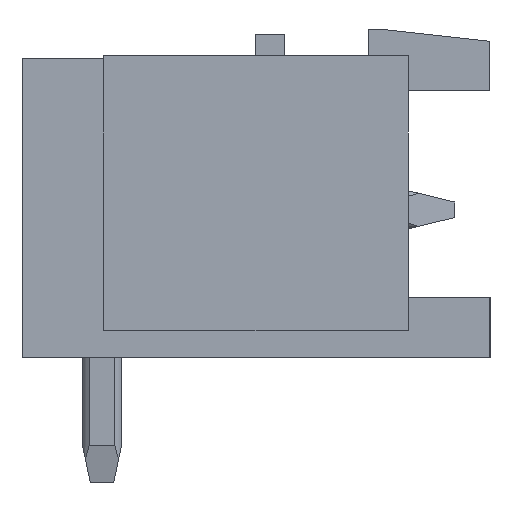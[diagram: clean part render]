
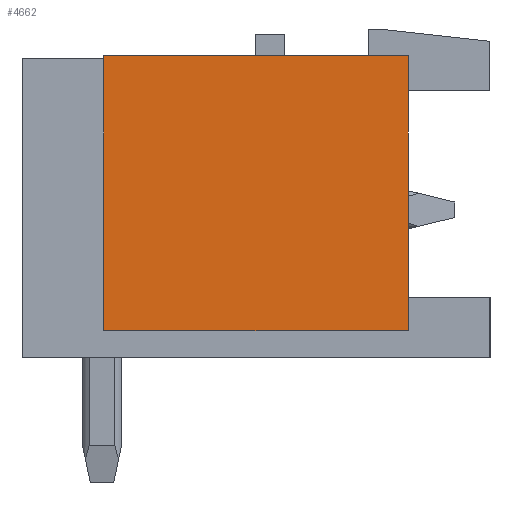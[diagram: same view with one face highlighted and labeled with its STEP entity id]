
A CAD part, left-side view. The second image highlights one B-rep face of the part: STEP entity #4662.
In plain terms, the highlighted planar face has unit normal (-1, 0, 0).
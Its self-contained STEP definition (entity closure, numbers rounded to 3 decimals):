
#4626=AXIS2_PLACEMENT_3D('Plane Axis2P3D',#4623,#4624,#4625) ;
#4623=CARTESIAN_POINT('Axis2P3D Location',(0.,2.1,0.)) ;
#4628=CARTESIAN_POINT('Line Origine',(0.,9.9,7.425)) ;
#4632=CARTESIAN_POINT('Vertex',(0.,9.9,3.9)) ;
#4634=CARTESIAN_POINT('Vertex',(0.,9.9,10.95)) ;
#4637=CARTESIAN_POINT('Line Origine',(0.,6.,3.9)) ;
#4641=CARTESIAN_POINT('Vertex',(0.,2.1,3.9)) ;
#4644=CARTESIAN_POINT('Line Origine',(0.,2.1,7.425)) ;
#4648=CARTESIAN_POINT('Vertex',(0.,2.1,10.95)) ;
#4651=CARTESIAN_POINT('Line Origine',(0.,6.,10.95)) ;
#4624=DIRECTION('Axis2P3D Direction',(1.,0.,0.)) ;
#4625=DIRECTION('Axis2P3D XDirection',(0.,1.,0.)) ;
#4629=DIRECTION('Vector Direction',(0.,0.,1.)) ;
#4638=DIRECTION('Vector Direction',(0.,1.,0.)) ;
#4645=DIRECTION('Vector Direction',(0.,0.,1.)) ;
#4652=DIRECTION('Vector Direction',(0.,1.,0.)) ;
#4630=VECTOR('Line Direction',#4629,1.) ;
#4639=VECTOR('Line Direction',#4638,1.) ;
#4646=VECTOR('Line Direction',#4645,1.) ;
#4653=VECTOR('Line Direction',#4652,1.) ;
#4657=ORIENTED_EDGE('',*,*,#4636,.F.) ;
#4658=ORIENTED_EDGE('',*,*,#4643,.T.) ;
#4659=ORIENTED_EDGE('',*,*,#4650,.T.) ;
#4660=ORIENTED_EDGE('',*,*,#4655,.F.) ;
#4662=ADVANCED_FACE('Housing',(#4661),#4627,.F.) ;
#4636=EDGE_CURVE('',#4633,#4635,#4631,.T.) ;
#4643=EDGE_CURVE('',#4633,#4642,#4640,.F.) ;
#4650=EDGE_CURVE('',#4642,#4649,#4647,.T.) ;
#4655=EDGE_CURVE('',#4635,#4649,#4654,.F.) ;
#4656=EDGE_LOOP('',(#4657,#4658,#4659,#4660)) ;
#4661=FACE_OUTER_BOUND('',#4656,.T.) ;
#4631=LINE('Line',#4628,#4630) ;
#4640=LINE('Line',#4637,#4639) ;
#4647=LINE('Line',#4644,#4646) ;
#4654=LINE('Line',#4651,#4653) ;
#4627=PLANE('',#4626) ;
#4633=VERTEX_POINT('',#4632) ;
#4635=VERTEX_POINT('',#4634) ;
#4642=VERTEX_POINT('',#4641) ;
#4649=VERTEX_POINT('',#4648) ;
